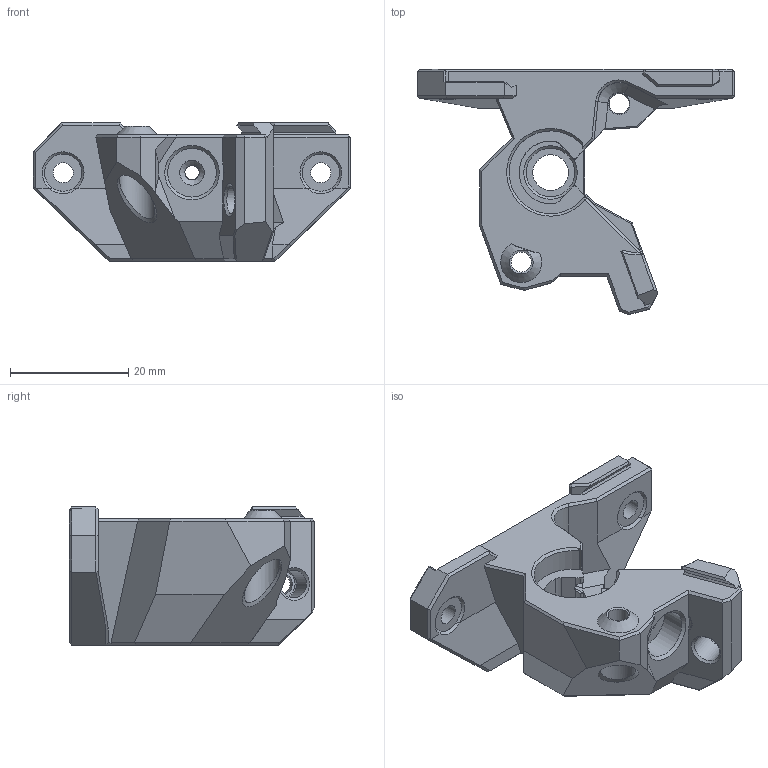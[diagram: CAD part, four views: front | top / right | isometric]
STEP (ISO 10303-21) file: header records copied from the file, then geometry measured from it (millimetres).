
FILE_DESCRIPTION(/* description */ ('STEP AP242','CAx-IF Rec.Pracs.---Representation and Presentation of Product Manufacturing Information (PMI)---4.0---2014-10-13','CAx-IF Rec.Pracs.---3D Tessellated Geometry---0.4---2014-09-14','2;1'),/* implementation_level */ '2;1');
FILE_NAME(/* name */ '676136894f82555296a59e60',/* time_stamp */ '2024-12-17T08:30:02Z',/* author */ (''),/* organization */ (''),/* preprocessor_version */ 'ST-DEVELOPER v20',/* originating_system */ 'ONSHAPE BY PTC INC, 1.191',/* authorisation */ ' ');
FILE_SCHEMA (('AP242_MANAGED_MODEL_BASED_3D_ENGINEERING_MIM_LF { 1 0 10303 442 1 1 4 }'));
Length unit declared in the file: millimetre
Products named in the file (2): A4T - WWBMG - Main_Body [Sherpa-Mini spacing]
Assembly tree (1 placements, depth 2):
  A4T - WWBMG - Main_Body [Sherpa-Mini spacing]
    A4T - WWBMG - Main_Body [Sherpa-Mini spacing]
Bounding box: 53.59 x 41.37 x 23.3 mm (x, y, z)
Volume: 13254.1 mm3; surface area: 6832.7 mm2
Topology: 1 solids, 1 shells, 266 faces, 700 edges, 438 vertices
Faces by surface type: plane 187, cylinder 44, cone 26, bspline 9
Full cylindrical faces by diameter (mm): 2.4 x2, 3.4 x5, 4.2 x1, 4.4 x1, 4.7 x1, 6 x2, 6.25 x1, 8.2 x2
Entity records: 8303 total; most frequent: CARTESIAN_POINT 1906, ORIENTED_EDGE 1320, DIRECTION 1256, EDGE_CURVE 660, LINE 492, VECTOR 492, VERTEX_POINT 429, AXIS2_PLACEMENT_3D 382
